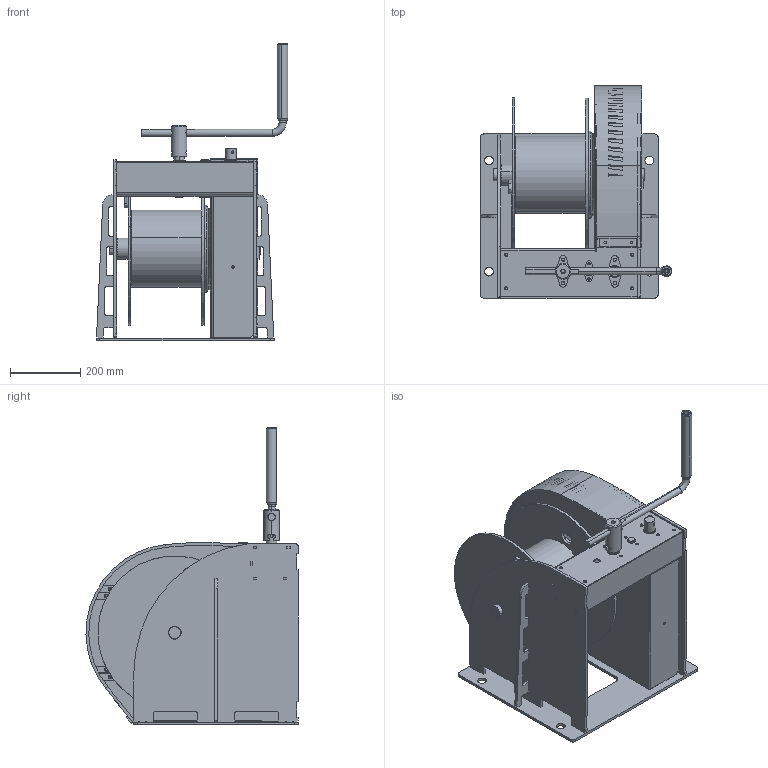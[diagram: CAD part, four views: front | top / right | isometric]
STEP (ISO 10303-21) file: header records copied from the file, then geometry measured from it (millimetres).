
FILE_DESCRIPTION (( 'STEP AP203' ), '1' );
FILE_NAME ('SL9300 WW5000 M.STEP', '2016-08-31T07:36:54', ( '.' ), ( '.' ), 'SwSTEP 2.0', 'SolidWorks 2016', '' );
FILE_SCHEMA (( 'CONFIG_CONTROL_DESIGN' ));
Length unit declared in the file: millimetre
Products named in the file (54): thrust ball bearing_68_din_DIN 711 - 51306 - 10,SI,NC,10_68; SL1336 tussenas_RVS; SL0241_Vastzetnok_RVS; SL1324 zijstrip; SL1547 plaat; SL0823_glijlager_3520; SL1348 drukverdeelschijf; SL0206_Tandwiel m3z15; SL0173_tussenflens_5000_RVS; SL1548 bevestigingsplaat; SL1550 Wormas_met worm; SL1537 tussenplaat; SL1322 glijlager GSM 3034-20; SL1316 tandwiel M3Z34_DIN - Spur gear 3M 34T 20PA 28FW ---S34A75H50L30.0R1; SL1546 V-ring; SL1549 afdichtplaat; SL1588 starre koppeling; SL1531 achterplaat; SL1538 Trommelplaat; SL1339 borgplaat_RVS; SL1234_pal_WWgroot; SL1540 Sam trommel; SL1530 Sam huis; SL1551 Koppelas; SL1533 zijplaat L; SL1542 beschermkap; SL1539 trommelas_RVS; SL1333_palwiel_WW; SL1535 voorbrug; SL1541 Trommelbuis; SL1552 sam wormas; SL1532 zijplaat R; SL1543 beschermkapsteun; SL0368_Slingerkop_RVS; SL1332 Lagerbus; SL1321 Flenslager GFL-20; SL0251_Trommelflens_RVS; SL1340 kabelklem_RVS; SL1330 Lagerrring; SL1544 klemplaat ...
Assembly tree (65 placements, depth 3):
  SL9300 WW5000 M
    SL1530 Sam huis
      SL1531 achterplaat
      SL1533 zijplaat L
      SL1532 zijplaat R
      SL1330 Lagerrring
      SL1342 palas
      SL1534 achterbrug
      SL1324 zijstrip  x2
      SL1548 bevestigingsplaat  x2
      SL1549 afdichtplaat
    SL1540 Sam trommel
      SL1541 Trommelbuis
      SL0251_Trommelflens_RVS
      SL0196_Lagerring GL3520_RVS
      SL0242_Wormwiel
      SL0241_Vastzetnok_RVS  x4
      SL0173_tussenflens_5000_RVS
      SL1546 V-ring
    SL1535 voorbrug
    SL1321 Flenslager GFL-20  x2
    SL1320 Flenslager GFL-30  x3
    SL1337 aandrijfas_RVS
    SL1336 tussenas_RVS
    SL0206_Tandwiel m3z15  x2
    SL1316 tandwiel M3Z34_DIN - Spur gear 3M 34T 20PA 28FW ---S34A75H50L30.0R1  x2
    SL1234_pal_WWgroot
    SL1331 Sam palwiel
      SL1333_palwiel_WW
      SL1332 Lagerbus
    SL1334 remschijf
    thrust ball bearing_68_din_DIN 711 - 51306 - 10,SI,NC,10_68
    SL1348 drukverdeelschijf
    SL1322 glijlager GSM 3034-20
    SL1339 borgplaat_RVS
    SL1539 trommelas_RVS
    SL0368_Slingerkop_RVS
    SL0371_Sam slinger_RVS
      SL0369_Slingerarm_RVS
      SL0370_Handvat
    SL0823_glijlager_3520
    SL1537 tussenplaat
    SL1538 Trommelplaat
    SL1542 beschermkap
    SL1543 beschermkapsteun
    SL1544 klemplaat  x2
    SL1376 Taatslager GFM 3935-36
    SL1545 opvulring
    SL1547 plaat  x2
    SL1552 sam wormas
      SL1550 Wormas_met worm
      SL1588 starre koppeling
      SL1551 Koppelas
    SL1340 kabelklem_RVS
Bounding box: 545.04 x 602.75 x 847 mm (x, y, z)
Volume: 18417825.7 mm3; surface area: 4870796.8 mm2
Topology: 60 solids, 60 shells, 2692 faces, 7277 edges, 4757 vertices
Faces by surface type: cylinder 1211, plane 859, cone 424, bspline 162, torus 36
Entity records: 94673 total; most frequent: CARTESIAN_POINT 34071, ORIENTED_EDGE 11650, DIRECTION 11239, EDGE_CURVE 5825, AXIS2_PLACEMENT_3D 4278, VERTEX_POINT 3796, LINE 2683, VECTOR 2683
